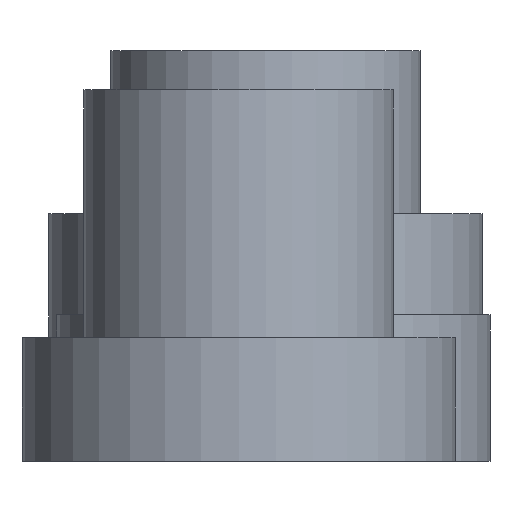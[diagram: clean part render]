
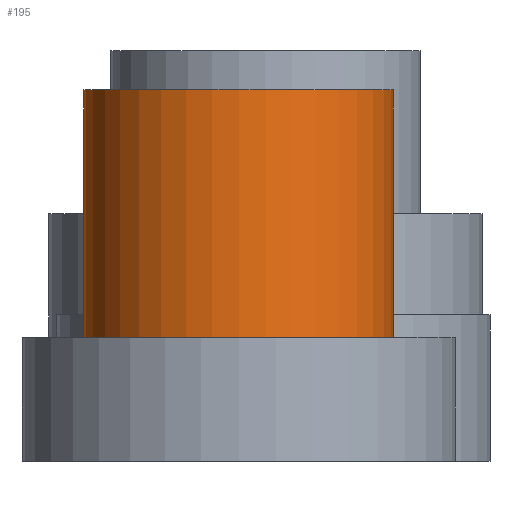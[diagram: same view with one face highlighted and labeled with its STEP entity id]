
A CAD part, left-side view. The second image highlights one B-rep face of the part: STEP entity #195.
In plain terms, the highlighted cylindrical face has radius 2.5 mm (diameter 5 mm), a full revolution.
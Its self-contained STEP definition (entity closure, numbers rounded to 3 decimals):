
#45=FACE_OUTER_BOUND('',#65,.T.);
#65=EDGE_LOOP('',(#164,#165,#166,#167));
#76=LINE('',#360,#83);
#83=VECTOR('',#302,2.5);
#95=CIRCLE('',#239,2.5);
#96=CIRCLE('',#240,2.5);
#109=VERTEX_POINT('',#357);
#110=VERTEX_POINT('',#359);
#128=EDGE_CURVE('',#109,#109,#95,.T.);
#129=EDGE_CURVE('',#109,#110,#76,.T.);
#130=EDGE_CURVE('',#110,#110,#96,.T.);
#164=ORIENTED_EDGE('',*,*,#128,.F.);
#165=ORIENTED_EDGE('',*,*,#129,.T.);
#166=ORIENTED_EDGE('',*,*,#130,.F.);
#167=ORIENTED_EDGE('',*,*,#129,.F.);
#181=CYLINDRICAL_SURFACE('',#238,2.5);
#195=ADVANCED_FACE('',(#45),#181,.T.);
#238=AXIS2_PLACEMENT_3D('',#356,#298,#299);
#239=AXIS2_PLACEMENT_3D('',#358,#300,#301);
#240=AXIS2_PLACEMENT_3D('',#361,#303,#304);
#298=DIRECTION('center_axis',(0.,0.,1.));
#299=DIRECTION('ref_axis',(-1.,0.,0.));
#300=DIRECTION('center_axis',(0.,0.,1.));
#301=DIRECTION('ref_axis',(-1.,0.,0.));
#302=DIRECTION('',(0.,0.,-1.));
#303=DIRECTION('center_axis',(0.,0.,-1.));
#304=DIRECTION('ref_axis',(-1.,0.,0.));
#356=CARTESIAN_POINT('Origin',(8.178,-20.073,2.));
#357=CARTESIAN_POINT('',(10.678,-20.073,6.));
#358=CARTESIAN_POINT('Origin',(8.178,-20.073,6.));
#359=CARTESIAN_POINT('',(10.678,-20.073,2.));
#360=CARTESIAN_POINT('',(10.678,-20.073,2.));
#361=CARTESIAN_POINT('Origin',(8.178,-20.073,2.));
